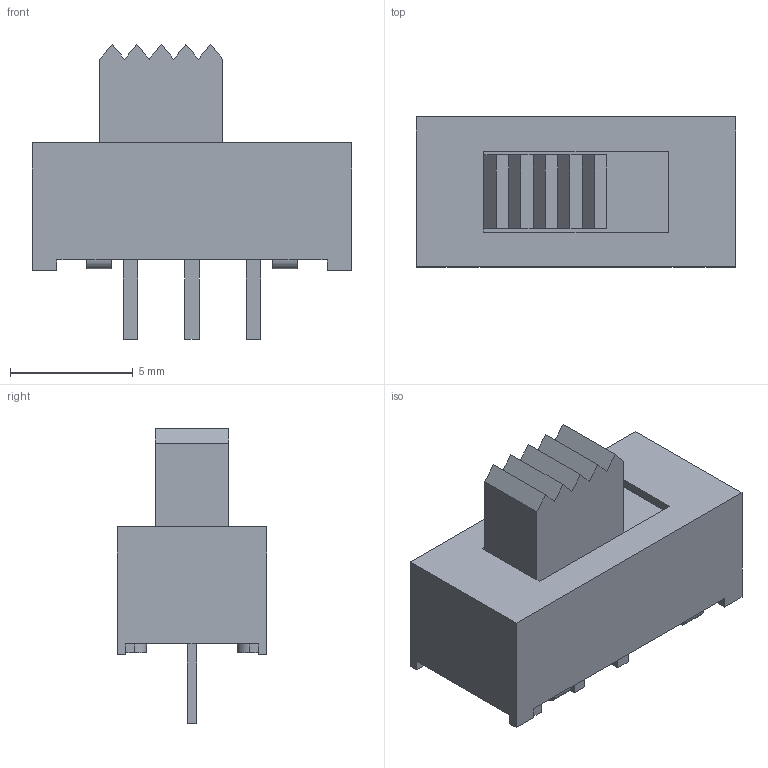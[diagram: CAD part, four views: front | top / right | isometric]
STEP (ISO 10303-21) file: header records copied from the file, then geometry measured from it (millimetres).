
FILE_DESCRIPTION(('STEP AP242'),'1');
FILE_NAME('2468746_1825159-1.stp','2018-11-08T18:50:39',('TraceParts'),('TraceParts S.A.'),'Spatial InterOp 3D',' ',' ');
FILE_SCHEMA(('AP242_MANAGED_MODEL_BASED_3D_ENGINEERING_MIM_LF {1 0 10303 442 1 1 4}'));
Length unit declared in the file: millimetre
Products named in the file (1): 2468746_1825159-1
Bounding box: 13 x 6.1 x 12 mm (x, y, z)
Volume: 433.9 mm3; surface area: 446.7 mm2
Topology: 1 solids, 1 shells, 73 faces, 191 edges, 124 vertices
Faces by surface type: plane 65, cylinder 8
Entity records: 2216 total; most frequent: CARTESIAN_POINT 389, ORIENTED_EDGE 382, DIRECTION 355, EDGE_CURVE 191, LINE 175, VECTOR 175, VERTEX_POINT 124, AXIS2_PLACEMENT_3D 90
